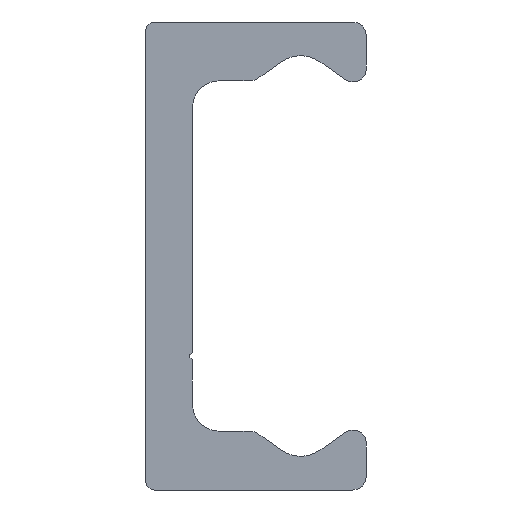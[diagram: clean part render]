
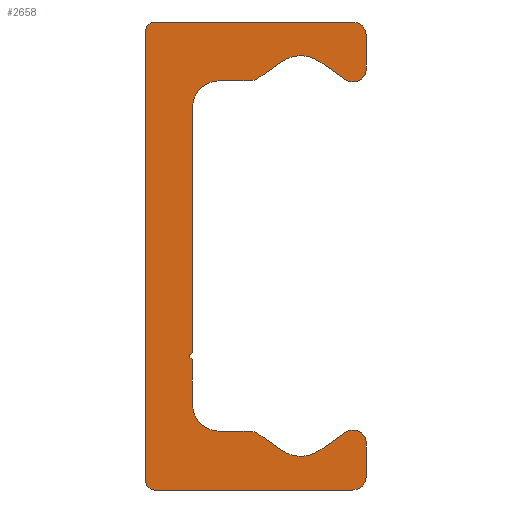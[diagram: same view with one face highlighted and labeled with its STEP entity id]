
A CAD part, left-side view. The second image highlights one B-rep face of the part: STEP entity #2658.
In plain terms, the highlighted planar face has unit normal (-1, 0, 0).
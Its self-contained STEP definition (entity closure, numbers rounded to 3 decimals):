
#1650=CARTESIAN_POINT('',(0.0,4.75,-7.25));
#1651=VERTEX_POINT('',#1650);
#1658=CARTESIAN_POINT('',(0.0,4.75,-7.75));
#1659=VERTEX_POINT('',#1658);
#1660=CARTESIAN_POINT('',(0.0,4.75,-7.5));
#1661=DIRECTION('',(-1.0,0.0,0.0));
#1662=DIRECTION('',(0.0,0.0,1.0));
#1663=AXIS2_PLACEMENT_3D('',#1660,#1661,#1662);
#1664=CIRCLE('',#1663,0.25);
#1665=EDGE_CURVE('',#1651,#1659,#1664,.T.);
#1775=CARTESIAN_POINT('',(0.0,4.75,11.1));
#1776=VERTEX_POINT('',#1775);
#1783=CARTESIAN_POINT('',(0.0,4.75,11.1));
#1784=DIRECTION('',(0.0,0.0,-1.0));
#1785=VECTOR('',#1784,18.35);
#1786=LINE('',#1783,#1785);
#1787=EDGE_CURVE('',#1776,#1651,#1786,.T.);
#1837=CARTESIAN_POINT('',(0.0,7.6,-17.5));
#1838=VERTEX_POINT('',#1837);
#1845=CARTESIAN_POINT('',(0.0,8.25,-16.85));
#1846=VERTEX_POINT('',#1845);
#1847=CARTESIAN_POINT('',(0.0,7.6,-16.85));
#1848=DIRECTION('',(1.0,0.0,0.0));
#1849=DIRECTION('',(0.0,0.0,-1.0));
#1850=AXIS2_PLACEMENT_3D('',#1847,#1848,#1849);
#1851=CIRCLE('',#1850,0.65);
#1852=EDGE_CURVE('',#1838,#1846,#1851,.T.);
#1876=CARTESIAN_POINT('',(0.0,-7.25,-17.5));
#1877=VERTEX_POINT('',#1876);
#1884=CARTESIAN_POINT('',(0.0,-7.25,-17.5));
#1885=DIRECTION('',(0.0,1.0,0.0));
#1886=VECTOR('',#1885,14.85);
#1887=LINE('',#1884,#1886);
#1888=EDGE_CURVE('',#1877,#1838,#1887,.T.);
#1908=CARTESIAN_POINT('',(0.0,-8.25,-16.5));
#1909=VERTEX_POINT('',#1908);
#1916=CARTESIAN_POINT('',(0.0,-7.25,-16.5));
#1917=DIRECTION('',(1.0,0.0,0.0));
#1918=DIRECTION('',(0.0,-1.0,0.0));
#1919=AXIS2_PLACEMENT_3D('',#1916,#1917,#1918);
#1920=CIRCLE('',#1919,1.0);
#1921=EDGE_CURVE('',#1909,#1877,#1920,.T.);
#1940=CARTESIAN_POINT('',(0.0,-8.25,-13.98));
#1941=VERTEX_POINT('',#1940);
#1948=CARTESIAN_POINT('',(0.0,-8.25,-13.98));
#1949=DIRECTION('',(0.0,0.0,-1.0));
#1950=VECTOR('',#1949,2.52);
#1951=LINE('',#1948,#1950);
#1952=EDGE_CURVE('',#1941,#1909,#1951,.T.);
#1972=CARTESIAN_POINT('',(0.0,-6.708,-13.177));
#1973=VERTEX_POINT('',#1972);
#1980=CARTESIAN_POINT('',(0.0,-7.27,-13.98));
#1981=DIRECTION('',(1.0,0.0,0.0));
#1982=DIRECTION('',(0.0,0.574,0.819));
#1983=AXIS2_PLACEMENT_3D('',#1980,#1981,#1982);
#1984=CIRCLE('',#1983,0.98);
#1985=EDGE_CURVE('',#1973,#1941,#1984,.T.);
#2004=CARTESIAN_POINT('',(0.0,-4.784,-14.524));
#2005=VERTEX_POINT('',#2004);
#2012=CARTESIAN_POINT('',(0.0,-4.784,-14.524));
#2013=DIRECTION('',(0.0,-0.819,0.574));
#2014=VECTOR('',#2013,2.349);
#2015=LINE('',#2012,#2014);
#2016=EDGE_CURVE('',#2005,#1973,#2015,.T.);
#2036=CARTESIAN_POINT('',(0.0,-1.916,-14.524));
#2037=VERTEX_POINT('',#2036);
#2044=CARTESIAN_POINT('',(0.0,-3.35,-12.477));
#2045=DIRECTION('',(-1.0,0.0,0.0));
#2046=DIRECTION('',(0.0,0.574,0.819));
#2047=AXIS2_PLACEMENT_3D('',#2044,#2045,#2046);
#2048=CIRCLE('',#2047,2.5);
#2049=EDGE_CURVE('',#2037,#2005,#2048,.T.);
#2068=CARTESIAN_POINT('',(0.0,-0.14,-13.281));
#2069=VERTEX_POINT('',#2068);
#2076=CARTESIAN_POINT('',(0.0,-0.14,-13.281));
#2077=DIRECTION('',(0.0,-0.819,-0.574));
#2078=VECTOR('',#2077,2.168);
#2079=LINE('',#2076,#2078);
#2080=EDGE_CURVE('',#2069,#2037,#2079,.T.);
#2100=CARTESIAN_POINT('',(0.0,0.433,-13.1));
#2101=VERTEX_POINT('',#2100);
#2108=CARTESIAN_POINT('',(0.0,0.433,-14.1));
#2109=DIRECTION('',(1.0,0.0,0.0));
#2110=DIRECTION('',(0.0,0.0,1.0));
#2111=AXIS2_PLACEMENT_3D('',#2108,#2109,#2110);
#2112=CIRCLE('',#2111,1.);
#2113=EDGE_CURVE('',#2101,#2069,#2112,.T.);
#2132=CARTESIAN_POINT('',(0.0,2.75,-13.1));
#2133=VERTEX_POINT('',#2132);
#2140=CARTESIAN_POINT('',(0.0,2.75,-13.1));
#2141=DIRECTION('',(0.0,-1.0,0.0));
#2142=VECTOR('',#2141,2.317);
#2143=LINE('',#2140,#2142);
#2144=EDGE_CURVE('',#2133,#2101,#2143,.T.);
#2164=CARTESIAN_POINT('',(0.0,4.75,-11.1));
#2165=VERTEX_POINT('',#2164);
#2172=CARTESIAN_POINT('',(0.0,2.75,-11.1));
#2173=DIRECTION('',(-1.0,0.0,0.0));
#2174=DIRECTION('',(0.0,0.0,1.0));
#2175=AXIS2_PLACEMENT_3D('',#2172,#2173,#2174);
#2176=CIRCLE('',#2175,2.0);
#2177=EDGE_CURVE('',#2165,#2133,#2176,.T.);
#2195=CARTESIAN_POINT('',(0.0,4.75,-7.75));
#2196=DIRECTION('',(0.0,0.0,-1.0));
#2197=VECTOR('',#2196,3.35);
#2198=LINE('',#2195,#2197);
#2199=EDGE_CURVE('',#1659,#2165,#2198,.T.);
#2219=CARTESIAN_POINT('',(0.0,2.75,13.1));
#2220=VERTEX_POINT('',#2219);
#2227=CARTESIAN_POINT('',(0.0,2.75,11.1));
#2228=DIRECTION('',(-1.0,0.0,0.0));
#2229=DIRECTION('',(0.0,-1.0,0.0));
#2230=AXIS2_PLACEMENT_3D('',#2227,#2228,#2229);
#2231=CIRCLE('',#2230,2.0);
#2232=EDGE_CURVE('',#2220,#1776,#2231,.T.);
#2251=CARTESIAN_POINT('',(0.0,0.433,13.1));
#2252=VERTEX_POINT('',#2251);
#2259=CARTESIAN_POINT('',(0.0,0.433,13.1));
#2260=DIRECTION('',(0.0,1.0,0.0));
#2261=VECTOR('',#2260,2.317);
#2262=LINE('',#2259,#2261);
#2263=EDGE_CURVE('',#2252,#2220,#2262,.T.);
#2283=CARTESIAN_POINT('',(0.0,-0.14,13.281));
#2284=VERTEX_POINT('',#2283);
#2291=CARTESIAN_POINT('',(0.0,0.433,14.1));
#2292=DIRECTION('',(1.0,0.0,0.0));
#2293=DIRECTION('',(0.0,-0.574,-0.819));
#2294=AXIS2_PLACEMENT_3D('',#2291,#2292,#2293);
#2295=CIRCLE('',#2294,1.);
#2296=EDGE_CURVE('',#2284,#2252,#2295,.T.);
#2315=CARTESIAN_POINT('',(0.0,-1.916,14.524));
#2316=VERTEX_POINT('',#2315);
#2323=CARTESIAN_POINT('',(0.0,-1.916,14.524));
#2324=DIRECTION('',(0.0,0.819,-0.574));
#2325=VECTOR('',#2324,2.168);
#2326=LINE('',#2323,#2325);
#2327=EDGE_CURVE('',#2316,#2284,#2326,.T.);
#2347=CARTESIAN_POINT('',(0.0,-4.784,14.524));
#2348=VERTEX_POINT('',#2347);
#2355=CARTESIAN_POINT('',(0.0,-3.35,12.477));
#2356=DIRECTION('',(-1.0,0.0,0.0));
#2357=DIRECTION('',(0.0,-0.574,-0.819));
#2358=AXIS2_PLACEMENT_3D('',#2355,#2356,#2357);
#2359=CIRCLE('',#2358,2.5);
#2360=EDGE_CURVE('',#2348,#2316,#2359,.T.);
#2379=CARTESIAN_POINT('',(0.0,-6.708,13.177));
#2380=VERTEX_POINT('',#2379);
#2387=CARTESIAN_POINT('',(0.0,-6.708,13.177));
#2388=DIRECTION('',(0.0,0.819,0.574));
#2389=VECTOR('',#2388,2.349);
#2390=LINE('',#2387,#2389);
#2391=EDGE_CURVE('',#2380,#2348,#2390,.T.);
#2411=CARTESIAN_POINT('',(0.0,-8.25,13.98));
#2412=VERTEX_POINT('',#2411);
#2419=CARTESIAN_POINT('',(0.0,-7.27,13.98));
#2420=DIRECTION('',(1.0,0.0,0.0));
#2421=DIRECTION('',(0.0,-1.0,0.0));
#2422=AXIS2_PLACEMENT_3D('',#2419,#2420,#2421);
#2423=CIRCLE('',#2422,0.98);
#2424=EDGE_CURVE('',#2412,#2380,#2423,.T.);
#2443=CARTESIAN_POINT('',(0.0,-8.25,16.5));
#2444=VERTEX_POINT('',#2443);
#2451=CARTESIAN_POINT('',(0.0,-8.25,16.5));
#2452=DIRECTION('',(0.0,0.0,-1.0));
#2453=VECTOR('',#2452,2.52);
#2454=LINE('',#2451,#2453);
#2455=EDGE_CURVE('',#2444,#2412,#2454,.T.);
#2475=CARTESIAN_POINT('',(0.0,-7.25,17.5));
#2476=VERTEX_POINT('',#2475);
#2483=CARTESIAN_POINT('',(0.0,-7.25,16.5));
#2484=DIRECTION('',(1.0,0.0,0.0));
#2485=DIRECTION('',(0.0,0.0,1.0));
#2486=AXIS2_PLACEMENT_3D('',#2483,#2484,#2485);
#2487=CIRCLE('',#2486,1.0);
#2488=EDGE_CURVE('',#2476,#2444,#2487,.T.);
#2507=CARTESIAN_POINT('',(0.0,7.6,17.5));
#2508=VERTEX_POINT('',#2507);
#2515=CARTESIAN_POINT('',(0.0,7.6,17.5));
#2516=DIRECTION('',(0.0,-1.0,0.0));
#2517=VECTOR('',#2516,14.85);
#2518=LINE('',#2515,#2517);
#2519=EDGE_CURVE('',#2508,#2476,#2518,.T.);
#2539=CARTESIAN_POINT('',(0.0,8.25,16.85));
#2540=VERTEX_POINT('',#2539);
#2547=CARTESIAN_POINT('',(0.0,7.6,16.85));
#2548=DIRECTION('',(1.0,0.0,0.0));
#2549=DIRECTION('',(0.0,1.0,0.0));
#2550=AXIS2_PLACEMENT_3D('',#2547,#2548,#2549);
#2551=CIRCLE('',#2550,0.65);
#2552=EDGE_CURVE('',#2540,#2508,#2551,.T.);
#2570=CARTESIAN_POINT('',(0.0,8.25,-16.85));
#2571=DIRECTION('',(0.0,0.0,1.0));
#2572=VECTOR('',#2571,33.7);
#2573=LINE('',#2570,#2572);
#2574=EDGE_CURVE('',#1846,#2540,#2573,.T.);
#2625=CARTESIAN_POINT('',(0.0,2.258,-0.017));
#2626=DIRECTION('',(1.0,0.0,0.0));
#2627=DIRECTION('',(0.0,0.0,-1.0));
#2628=AXIS2_PLACEMENT_3D('',#2625,#2626,#2627);
#2629=PLANE('',#2628);
#2630=ORIENTED_EDGE('',*,*,#2574,.F.);
#2631=ORIENTED_EDGE('',*,*,#1852,.F.);
#2632=ORIENTED_EDGE('',*,*,#1888,.F.);
#2633=ORIENTED_EDGE('',*,*,#1921,.F.);
#2634=ORIENTED_EDGE('',*,*,#1952,.F.);
#2635=ORIENTED_EDGE('',*,*,#1985,.F.);
#2636=ORIENTED_EDGE('',*,*,#2016,.F.);
#2637=ORIENTED_EDGE('',*,*,#2049,.F.);
#2638=ORIENTED_EDGE('',*,*,#2080,.F.);
#2639=ORIENTED_EDGE('',*,*,#2113,.F.);
#2640=ORIENTED_EDGE('',*,*,#2144,.F.);
#2641=ORIENTED_EDGE('',*,*,#2177,.F.);
#2642=ORIENTED_EDGE('',*,*,#2199,.F.);
#2643=ORIENTED_EDGE('',*,*,#1665,.F.);
#2644=ORIENTED_EDGE('',*,*,#1787,.F.);
#2645=ORIENTED_EDGE('',*,*,#2232,.F.);
#2646=ORIENTED_EDGE('',*,*,#2263,.F.);
#2647=ORIENTED_EDGE('',*,*,#2296,.F.);
#2648=ORIENTED_EDGE('',*,*,#2327,.F.);
#2649=ORIENTED_EDGE('',*,*,#2360,.F.);
#2650=ORIENTED_EDGE('',*,*,#2391,.F.);
#2651=ORIENTED_EDGE('',*,*,#2424,.F.);
#2652=ORIENTED_EDGE('',*,*,#2455,.F.);
#2653=ORIENTED_EDGE('',*,*,#2488,.F.);
#2654=ORIENTED_EDGE('',*,*,#2519,.F.);
#2655=ORIENTED_EDGE('',*,*,#2552,.F.);
#2656=EDGE_LOOP('',(#2630,#2631,#2632,#2633,#2634,#2635,#2636,#2637,#2638,#2639,#2640,#2641,#2642,#2643,#2644,#2645,#2646,#2647,#2648,#2649,#2650,#2651,#2652,#2653,#2654,#2655));
#2657=FACE_OUTER_BOUND('',#2656,.T.);
#2658=ADVANCED_FACE('',(#2657),#2629,.F.);
